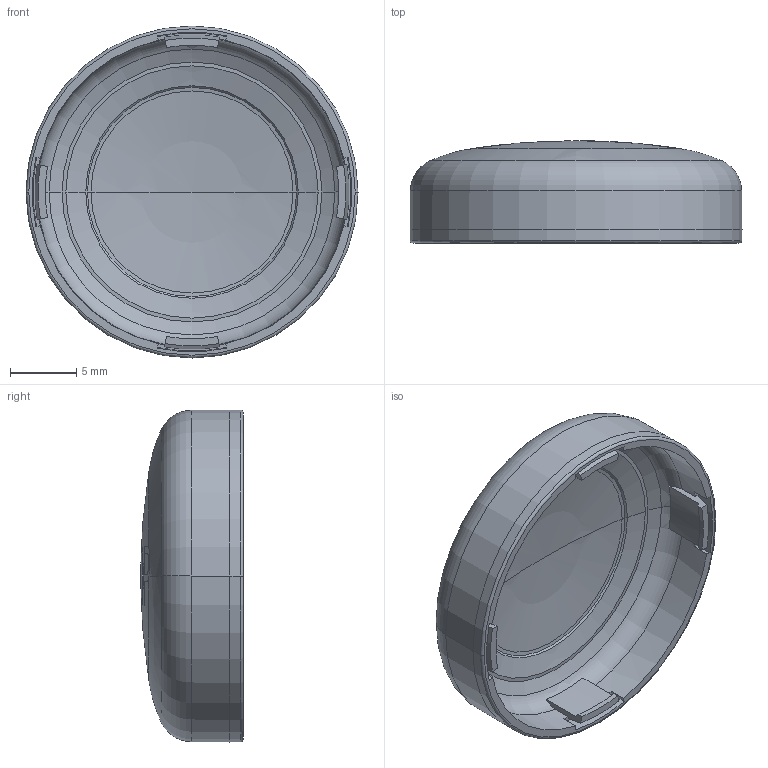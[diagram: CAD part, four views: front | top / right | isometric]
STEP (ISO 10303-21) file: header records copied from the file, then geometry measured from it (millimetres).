
FILE_DESCRIPTION((''),'2;1');
FILE_NAME('05-1144-0053_TASTE_RT-STOP','2023-10-12T11:01:32',('Beil'),(''),'CREO PARAMETRIC BY PTC INC, 2019030','CREO PARAMETRIC BY PTC INC, 2019030','');
FILE_SCHEMA(('CONFIG_CONTROL_DESIGN','SHAPE_APPEARANCE_LAYERS_GROUPS'));
Length unit declared in the file: millimetre
Products named in the file (1): 05-1144-0053_TASTE_RT-STOP
Bounding box: 25 x 7.7 x 25 mm (x, y, z)
Volume: 1197.3 mm3; surface area: 1736.2 mm2
Topology: 1 solids, 1 shells, 167 faces, 477 edges, 306 vertices
Faces by surface type: extrusion 64, plane 44, cone 22, sphere 12, bspline 11, cylinder 8, torus 6
Entity records: 7841 total; most frequent: CARTESIAN_POINT 2136, ORIENTED_EDGE 936, DIRECTION 720, PRESENTATION_STYLE_ASSIGNMENT 477, STYLED_ITEM 469, CURVE_STYLE 468, EDGE_CURVE 468, VERTEX_POINT 306
